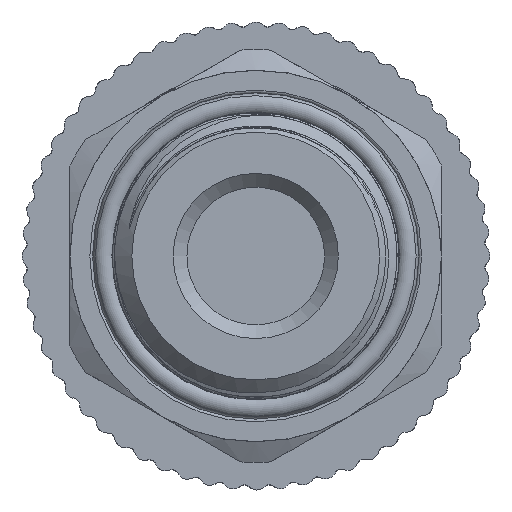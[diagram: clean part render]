
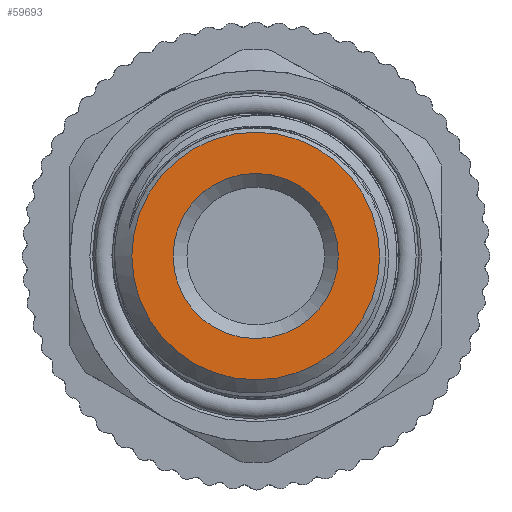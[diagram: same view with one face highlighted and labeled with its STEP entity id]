
A CAD part, left-side view. The second image highlights one B-rep face of the part: STEP entity #59693.
In plain terms, the highlighted face is planar.
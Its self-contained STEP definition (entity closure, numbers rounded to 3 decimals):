
#4481=FACE_BOUND('',#15505,.T.);
#7646=PLANE('',#67570);
#11510=FACE_OUTER_BOUND('',#15504,.T.);
#15504=EDGE_LOOP('',(#55420));
#15505=EDGE_LOOP('',(#55421));
#16300=CIRCLE('',#67540,9.);
#16311=CIRCLE('',#67571,6.);
#28381=VERTEX_POINT('',#137211);
#28394=VERTEX_POINT('',#140512);
#37370=EDGE_CURVE('',#28381,#28381,#16300,.T.);
#37410=EDGE_CURVE('',#28394,#28394,#16311,.T.);
#55420=ORIENTED_EDGE('',*,*,#37370,.T.);
#55421=ORIENTED_EDGE('',*,*,#37410,.F.);
#59693=ADVANCED_FACE('',(#11510,#4481),#7646,.T.);
#67540=AXIS2_PLACEMENT_3D('',#137213,#85567,#85568);
#67570=AXIS2_PLACEMENT_3D('',#140511,#85640,#85641);
#67571=AXIS2_PLACEMENT_3D('',#140513,#85642,#85643);
#85567=DIRECTION('center_axis',(1.,0.,0.));
#85568=DIRECTION('ref_axis',(0.,1.,0.));
#85640=DIRECTION('center_axis',(1.,0.,0.));
#85641=DIRECTION('ref_axis',(0.,0.,
-1.));
#85642=DIRECTION('center_axis',(1.,0.,0.));
#85643=DIRECTION('ref_axis',(0.,0.,
-1.));
#137211=CARTESIAN_POINT('',(1.,-9.,0.));
#137213=CARTESIAN_POINT('Origin',(1.,0.,0.));
#140511=CARTESIAN_POINT('Origin',(1.,6.,0.));
#140512=CARTESIAN_POINT('',(1.,-6.,0.));
#140513=CARTESIAN_POINT('Origin',(1.,0.,0.));
